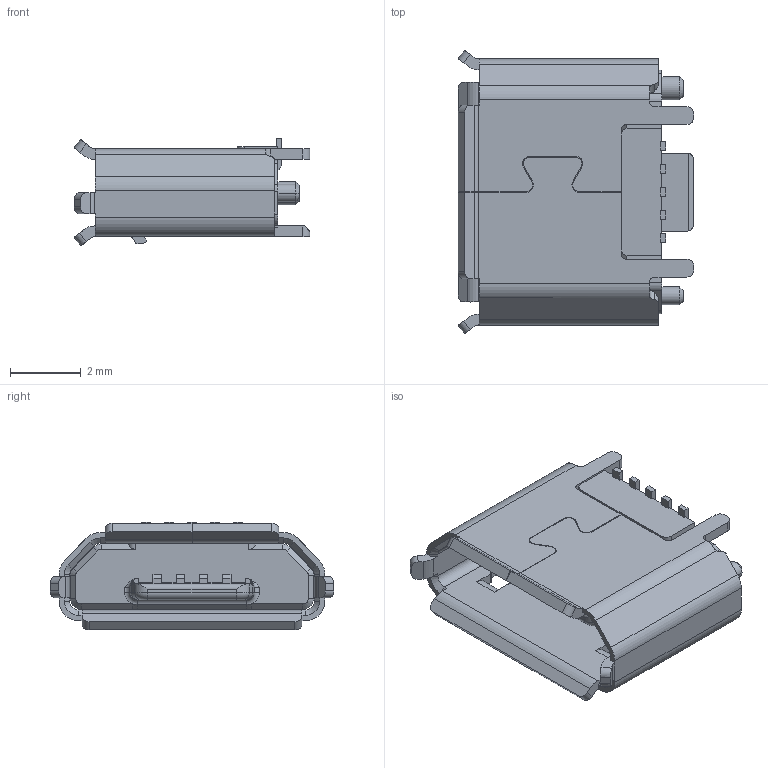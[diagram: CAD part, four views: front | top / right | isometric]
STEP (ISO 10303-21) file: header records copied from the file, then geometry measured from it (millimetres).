
FILE_DESCRIPTION(('CoCreate Modeling STEP Export'),'2;1');
FILE_NAME('直立式SMT有翻边带柱.stp','2017-09-22T17:20:43',(''),(''),'CoCreate Modeling STEP processor for AP214 (Solid Model)','CoCreate Modeling 16.00 13-May-2008 (C) Parametric Technology GmbH','');
FILE_SCHEMA(('AUTOMOTIVE_DESIGN { 1 0 10303 214 1 1 1 1 }'));
Length unit declared in the file: millimetre
Products named in the file (1): MSBR
Bounding box: 6.65 x 8 x 3.04 mm (x, y, z)
Volume: 45.9 mm3; surface area: 277.5 mm2
Topology: 1 solids, 1 shells, 567 faces, 1579 edges, 1014 vertices
Faces by surface type: plane 372, cylinder 157, cone 22, bspline 8, torus 8
Entity records: 23041 total; most frequent: CARTESIAN_POINT 4053, ORIENTED_EDGE 3154, DIRECTION 2857, EDGE_CURVE 1577, VECTOR 1169, LINE 1169, VERTEX_POINT 1014, AXIS2_PLACEMENT_3D 844
